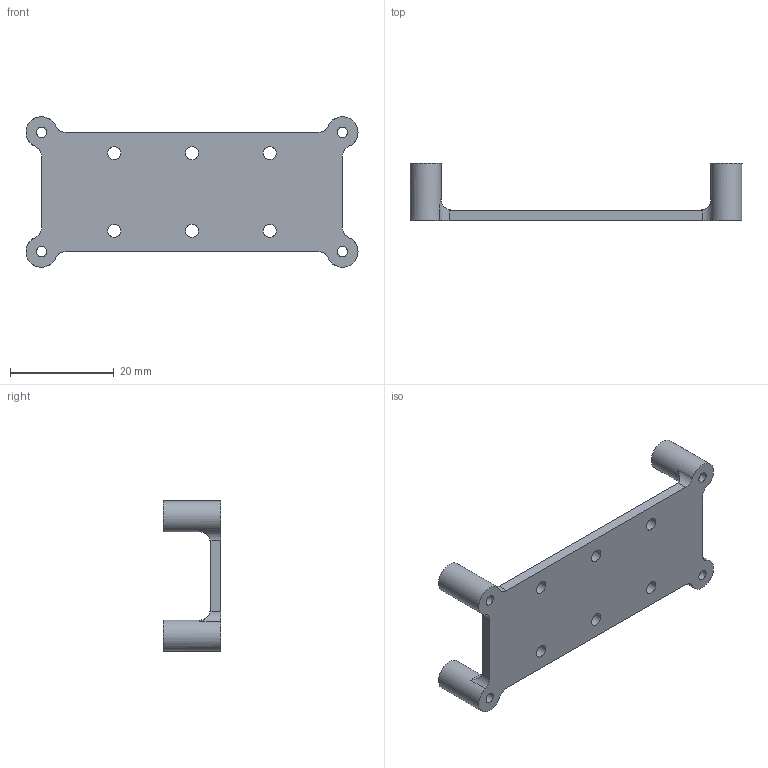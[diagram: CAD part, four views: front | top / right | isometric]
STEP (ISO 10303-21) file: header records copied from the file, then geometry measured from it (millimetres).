
FILE_DESCRIPTION(/* description */ (''),/* implementation_level */ '2;1');
FILE_NAME(/* name */ 'devFrame RPi0 Mount Tall.step',/* time_stamp */ '2020-01-19T16:49:15-06:00',/* author */ (''),/* organization */ (''),/* preprocessor_version */ 'ST-DEVELOPER v18',/* originating_system */ 'Autodesk Translation Framework v8.12.0.6',/* authorisation */ '');
FILE_SCHEMA (('AUTOMOTIVE_DESIGN { 1 0 10303 214 3 1 1 }'));
Length unit declared in the file: millimetre
Products named in the file (1): devFrame RPi0 Mount Tall
Bounding box: 64 x 11 x 29 mm (x, y, z)
Volume: 3686.9 mm3; surface area: 4177.8 mm2
Topology: 1 solids, 1 shells, 36 faces, 102 edges, 68 vertices
Faces by surface type: cylinder 22, plane 10, torus 4
Full cylindrical faces by diameter (mm): 2 x4, 2.5 x6, 6 x4
Entity records: 1347 total; most frequent: CARTESIAN_POINT 295, DIRECTION 224, ORIENTED_EDGE 204, EDGE_CURVE 102, AXIS2_PLACEMENT_3D 93, VERTEX_POINT 68, EDGE_LOOP 56, CIRCLE 56
